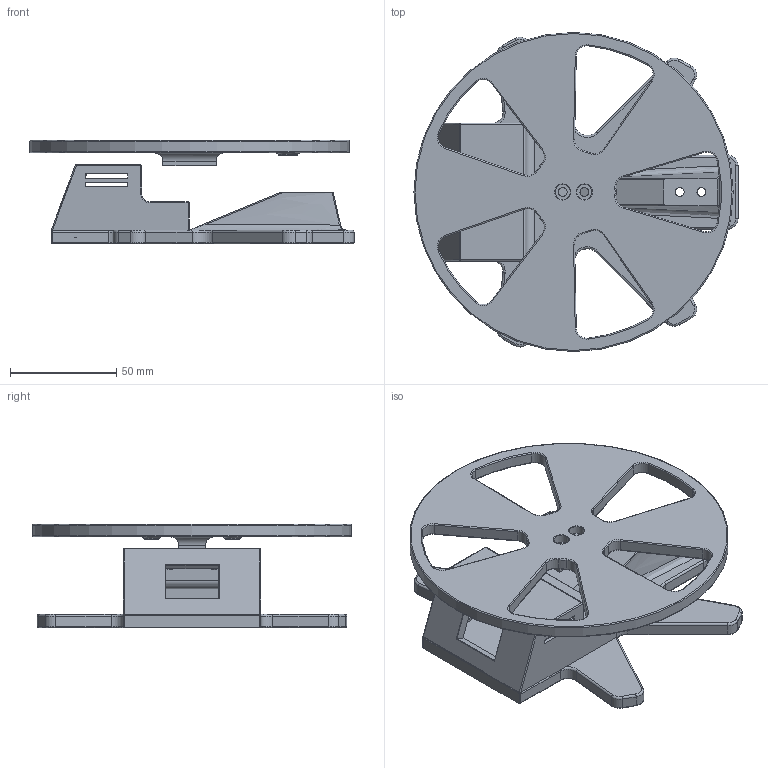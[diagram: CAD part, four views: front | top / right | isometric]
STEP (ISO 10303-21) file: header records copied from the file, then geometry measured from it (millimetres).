
FILE_DESCRIPTION(/* description */ (''),/* implementation_level */ '2;1');
FILE_NAME(/* name */ 'FilaMan-Scale_usermod_spitzbirne32.stp',/* time_stamp */ '2025-03-04T00:37:53+01:00',/* author */ ('spitzbirne32'),/* organization */ (''),/* preprocessor_version */ 'ST-DEVELOPER v20',/* originating_system */ 'Autodesk Inventor 2025',/* authorisation */ '');
FILE_SCHEMA (('AUTOMOTIVE_DESIGN { 1 0 10303 214 3 1 1 }'));
Length unit declared in the file: millimetre
Products named in the file (4): FilaMan-Waage; Boden; Spulenablage; Deckel
Assembly tree (3 placements, depth 2):
  FilaMan-Waage
    Boden
    Spulenablage
    Deckel
Bounding box: 152.3 x 150 x 48.7 mm (x, y, z)
Volume: 169186.7 mm3; surface area: 80934.4 mm2
Topology: 3 solids, 9 shells, 495 faces, 1191 edges, 727 vertices
Faces by surface type: cylinder 181, plane 164, torus 114, bspline 24, cone 8, sphere 4
Full cylindrical faces by diameter (mm): 3.2 x6, 4.2 x4, 4.7 x11, 5.52 x4, 6.1 x1, 7 x2, 7.1 x4, 150 x1
Entity records: 15670 total; most frequent: CARTESIAN_POINT 3621, DIRECTION 2677, ORIENTED_EDGE 2374, EDGE_CURVE 1187, AXIS2_PLACEMENT_3D 1065, VERTEX_POINT 724, CIRCLE 574, EDGE_LOOP 557
